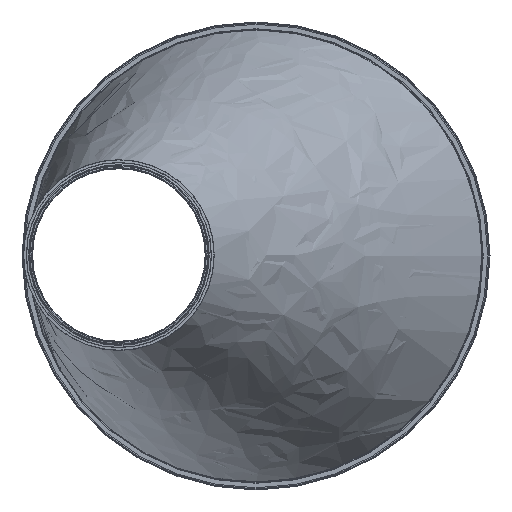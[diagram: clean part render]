
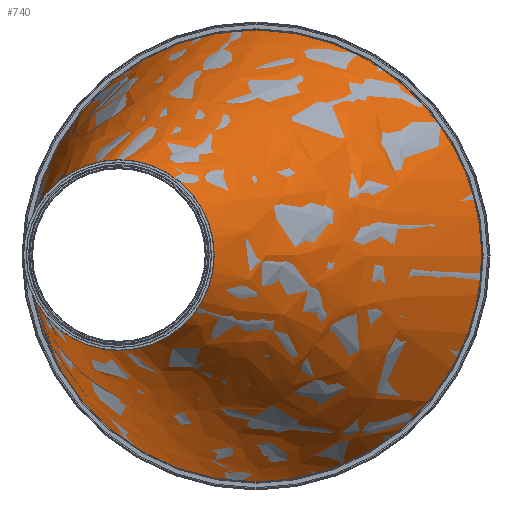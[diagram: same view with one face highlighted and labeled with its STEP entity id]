
A CAD part, top view. The second image highlights one B-rep face of the part: STEP entity #740.
In plain terms, the highlighted free-form (B-spline) face has degree [1, 2] with [2, 9] control points.
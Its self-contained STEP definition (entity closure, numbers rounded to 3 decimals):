
#160=CARTESIAN_POINT('',(79.0,0.0,0.0));
#161=VERTEX_POINT('',#160);
#162=CARTESIAN_POINT('',(-79.0,0.,0.0));
#163=VERTEX_POINT('',#162);
#386=CARTESIAN_POINT('',(0.0,0.0,0.0));
#387=DIRECTION('',(0.0,0.0,-1.0));
#388=DIRECTION('',(1.0,0.0,0.0));
#389=AXIS2_PLACEMENT_3D('',#386,#387,#388);
#390=CIRCLE('',#389,79.0);
#391=EDGE_CURVE('',#163,#161,#390,.T.);
#412=CARTESIAN_POINT('',(-79.0,0.0,-418.));
#413=VERTEX_POINT('',#412);
#414=CARTESIAN_POINT('',(121.75,0.0,-418.));
#415=DIRECTION('',(0.0,0.0,1.0));
#416=DIRECTION('',(1.0,0.0,0.0));
#417=AXIS2_PLACEMENT_3D('',#414,#415,#416);
#418=CIRCLE('',#417,200.75);
#419=EDGE_CURVE('',#413,#413,#418,.T.);
#701=CARTESIAN_POINT('',(-10.738,73.435,18.433));
#702=CARTESIAN_POINT('',(121.75,215.963,-472.208));
#703=CARTESIAN_POINT('',(-79.,73.435,0.));
#704=CARTESIAN_POINT('',(-79.,215.963,-526.417));
#705=CARTESIAN_POINT('',(-79.,0.,0.));
#706=CARTESIAN_POINT('',(-79.,0.,-526.417));
#707=CARTESIAN_POINT('',(-79.,-73.435,0.));
#708=CARTESIAN_POINT('',(-79.,-215.963,-526.417));
#709=CARTESIAN_POINT('',(-10.738,-73.435,18.433));
#710=CARTESIAN_POINT('',(121.75,-215.963,-472.208));
#711=CARTESIAN_POINT('',(57.524,-73.435,36.866));
#712=CARTESIAN_POINT('',(322.5,-215.963,-418.));
#713=CARTESIAN_POINT('',(57.524,0.,36.866));
#714=CARTESIAN_POINT('',(322.5,0.,-418.));
#715=CARTESIAN_POINT('',(57.524,73.435,36.866));
#716=CARTESIAN_POINT('',(322.5,215.963,-418.));
#717=CARTESIAN_POINT('',(-10.738,73.435,18.433));
#718=CARTESIAN_POINT('',(121.75,215.963,-472.208));
#726=(BOUNDED_SURFACE()B_SPLINE_SURFACE(1,2,((#701,#703,#705,#707,#709,#711,#713,#715,#717),(#702,#704,#706,#708,#710,#712,#714,#716,#718)),.UNSPECIFIED.,.F.,.T.,.U.)B_SPLINE_SURFACE_WITH_KNOTS((2,2),(3,2,2,2,3),(-2.352,0.27),(0.0,316.179,632.358,948.537,1264.716),.UNSPECIFIED.)GEOMETRIC_REPRESENTATION_ITEM()RATIONAL_B_SPLINE_SURFACE(((1.0,0.707,1.0,0.707,1.0,0.707,1.0,0.707,1.0),(1.0,0.707,1.0,0.707,1.0,0.707,1.0,0.707,1.0)))REPRESENTATION_ITEM('')SURFACE());
#727=CARTESIAN_POINT('',(0.0,0.0,0.0));
#728=DIRECTION('',(0.0,0.0,-1.0));
#729=DIRECTION('',(1.0,0.0,0.0));
#730=AXIS2_PLACEMENT_3D('',#727,#728,#729);
#731=CIRCLE('',#730,79.0);
#732=EDGE_CURVE('',#161,#163,#731,.T.);
#733=ORIENTED_EDGE('',*,*,#732,.T.);
#734=ORIENTED_EDGE('',*,*,#391,.T.);
#735=EDGE_LOOP('',(#733,#734));
#736=FACE_OUTER_BOUND('',#735,.T.);
#737=ORIENTED_EDGE('',*,*,#419,.T.);
#738=EDGE_LOOP('',(#737));
#739=FACE_BOUND('',#738,.T.);
#740=ADVANCED_FACE('',(#736,#739),#726,.T.);
